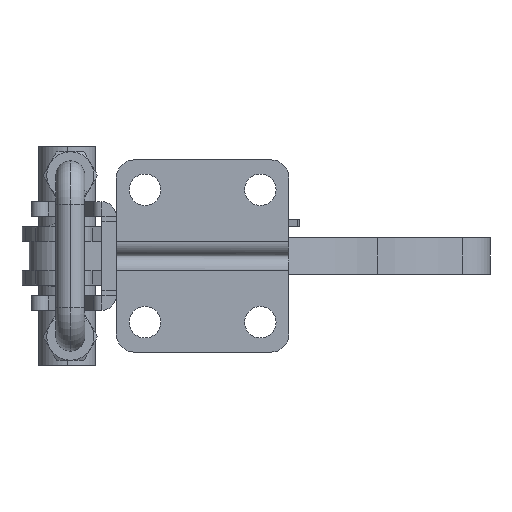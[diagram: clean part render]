
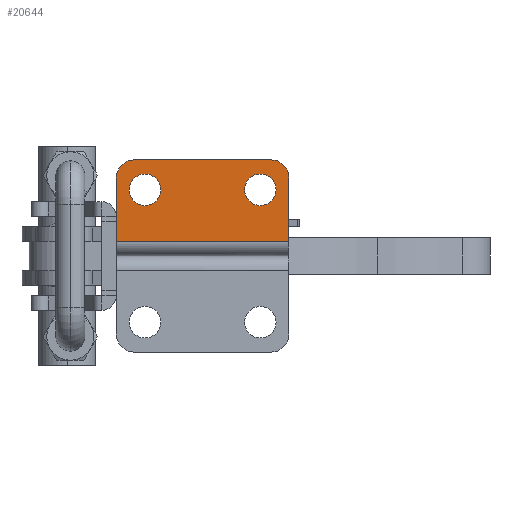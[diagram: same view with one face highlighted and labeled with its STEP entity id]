
A CAD part, front view. The second image highlights one B-rep face of the part: STEP entity #20644.
In plain terms, the highlighted planar face has unit normal (0, -1, 0).
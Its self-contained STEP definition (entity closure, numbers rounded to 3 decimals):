
#871 = CARTESIAN_POINT ( 'NONE',  ( -7.9, 0., 18.25 ) ) ;
#1103 = DIRECTION ( 'NONE',  ( 0., -1., 0. ) ) ;
#1596 = DIRECTION ( 'NONE',  ( -1., 0., 0. ) ) ;
#1734 = CARTESIAN_POINT ( 'NONE',  ( -47.6, 0., 2.15 ) ) ;
#2408 = ORIENTED_EDGE ( 'NONE', *, *, #19790, .T. ) ;
#2519 = DIRECTION ( 'NONE',  ( 0., -1., 0. ) ) ;
#2687 = ORIENTED_EDGE ( 'NONE', *, *, #25374, .F. ) ;
#2723 = LINE ( 'NONE', #22268, #17595 ) ;
#4207 = ORIENTED_EDGE ( 'NONE', *, *, #15792, .T. ) ;
#5135 = FACE_BOUND ( 'NONE', #10250, .T. ) ;
#5258 = CARTESIAN_POINT ( 'NONE',  ( -5., 0., 4.1 ) ) ;
#5442 = VECTOR ( 'NONE', #17754, 1000. ) ;
#5594 = DIRECTION ( 'NONE',  ( -1., 0., 0. ) ) ;
#5702 = EDGE_LOOP ( 'NONE', ( #14551, #7527, #2408, #10747, #16701, #4207 ) ) ;
#5757 = DIRECTION ( 'NONE',  ( -1., 0., 0. ) ) ;
#5908 = ORIENTED_EDGE ( 'NONE', *, *, #8089, .F. ) ;
#6080 = DIRECTION ( 'NONE',  ( -1., 0., 0. ) ) ;
#6212 = VERTEX_POINT ( 'NONE', #17832 ) ;
#6274 = VERTEX_POINT ( 'NONE', #14127 ) ;
#6399 = DIRECTION ( 'NONE',  ( -1., 0., 0. ) ) ;
#6782 = DIRECTION ( 'NONE',  ( 0., -1., 0. ) ) ;
#7243 = VERTEX_POINT ( 'NONE', #15007 ) ;
#7290 = CARTESIAN_POINT ( 'NONE',  ( -35.35, 0., 18.25 ) ) ;
#7457 = EDGE_CURVE ( 'NONE', #26069, #17831, #2723, .T. ) ;
#7527 = ORIENTED_EDGE ( 'NONE', *, *, #17257, .T. ) ;
#7573 = DIRECTION ( 'NONE',  ( 0., -1., 0. ) ) ;
#8089 = EDGE_CURVE ( 'NONE', #9271, #17239, #8378, .T. ) ;
#8190 = AXIS2_PLACEMENT_3D ( 'NONE', #22674, #2519, #6399 ) ;
#8256 = AXIS2_PLACEMENT_3D ( 'NONE', #20447, #8328, #5594 ) ;
#8303 = FACE_OUTER_BOUND ( 'NONE', #5702, .T. ) ;
#8328 = DIRECTION ( 'NONE',  ( 0., -1., 0. ) ) ;
#8378 = CIRCLE ( 'NONE', #21487, 4.35 ) ;
#9197 = AXIS2_PLACEMENT_3D ( 'NONE', #25740, #17515, #1596 ) ;
#9221 = CARTESIAN_POINT ( 'NONE',  ( -47.6, 0., 21.5 ) ) ;
#9241 = CARTESIAN_POINT ( 'NONE',  ( -44.05, 0., 18.25 ) ) ;
#9271 = VERTEX_POINT ( 'NONE', #7290 ) ;
#9936 = CARTESIAN_POINT ( 'NONE',  ( 0., 0., 4.1 ) ) ;
#10250 = EDGE_LOOP ( 'NONE', ( #5908, #24938 ) ) ;
#10375 = PLANE ( 'NONE',  #8256 ) ;
#10525 = FACE_BOUND ( 'NONE', #14733, .T. ) ;
#10527 = CIRCLE ( 'NONE', #18178, 4.35 ) ;
#10707 = LINE ( 'NONE', #5258, #13876 ) ;
#10747 = ORIENTED_EDGE ( 'NONE', *, *, #15949, .T. ) ;
#10872 = DIRECTION ( 'NONE',  ( -1., 0., 0. ) ) ;
#11287 = DIRECTION ( 'NONE',  ( -1., 0., 0. ) ) ;
#11862 = LINE ( 'NONE', #17976, #14688 ) ;
#11888 = AXIS2_PLACEMENT_3D ( 'NONE', #17718, #26114, #5757 ) ;
#12150 = VERTEX_POINT ( 'NONE', #9936 ) ;
#12434 = VERTEX_POINT ( 'NONE', #9221 ) ;
#13132 = CARTESIAN_POINT ( 'NONE',  ( -42.6, 0., 21.5 ) ) ;
#13678 = CIRCLE ( 'NONE', #9197, 4.35 ) ;
#13766 = CARTESIAN_POINT ( 'NONE',  ( -39.7, 0., 18.25 ) ) ;
#13815 = EDGE_CURVE ( 'NONE', #17239, #9271, #25666, .T. ) ;
#13876 = VECTOR ( 'NONE', #23638, 1000. ) ;
#14114 = AXIS2_PLACEMENT_3D ( 'NONE', #13132, #1103, #11287 ) ;
#14127 = CARTESIAN_POINT ( 'NONE',  ( -3.55, 0., 18.25 ) ) ;
#14551 = ORIENTED_EDGE ( 'NONE', *, *, #25098, .T. ) ;
#14688 = VECTOR ( 'NONE', #25954, 1000. ) ;
#14733 = EDGE_LOOP ( 'NONE', ( #2687, #23337 ) ) ;
#15007 = CARTESIAN_POINT ( 'NONE',  ( -12.25, 0., 18.25 ) ) ;
#15115 = CIRCLE ( 'NONE', #14114, 5. ) ;
#15359 = VERTEX_POINT ( 'NONE', #25756 ) ;
#15792 = EDGE_CURVE ( 'NONE', #17831, #12434, #15115, .T. ) ;
#15949 = EDGE_CURVE ( 'NONE', #6212, #26069, #23477, .T. ) ;
#16701 = ORIENTED_EDGE ( 'NONE', *, *, #7457, .T. ) ;
#17239 = VERTEX_POINT ( 'NONE', #9241 ) ;
#17257 = EDGE_CURVE ( 'NONE', #15359, #12150, #10707, .T. ) ;
#17515 = DIRECTION ( 'NONE',  ( 0., -1., 0. ) ) ;
#17595 = VECTOR ( 'NONE', #6080, 1000. ) ;
#17718 = CARTESIAN_POINT ( 'NONE',  ( -39.7, 0., 18.25 ) ) ;
#17754 = DIRECTION ( 'NONE',  ( 0., 0., -1. ) ) ;
#17831 = VERTEX_POINT ( 'NONE', #17955 ) ;
#17832 = CARTESIAN_POINT ( 'NONE',  ( 0., 0., 21.5 ) ) ;
#17955 = CARTESIAN_POINT ( 'NONE',  ( -42.6, 0., 26.5 ) ) ;
#17976 = CARTESIAN_POINT ( 'NONE',  ( 0., 0., 2.46 ) ) ;
#18178 = AXIS2_PLACEMENT_3D ( 'NONE', #871, #6782, #10872 ) ;
#19370 = LINE ( 'NONE', #1734, #5442 ) ;
#19790 = EDGE_CURVE ( 'NONE', #12150, #6212, #11862, .T. ) ;
#20385 = CARTESIAN_POINT ( 'NONE',  ( -5., 0., 26.5 ) ) ;
#20447 = CARTESIAN_POINT ( 'NONE',  ( -5., 0., 2.46 ) ) ;
#20644 = ADVANCED_FACE ( 'NONE', ( #10525, #5135, #8303 ), #10375, .T. ) ;
#21487 = AXIS2_PLACEMENT_3D ( 'NONE', #13766, #7573, #23920 ) ;
#22268 = CARTESIAN_POINT ( 'NONE',  ( -5., 0., 26.5 ) ) ;
#22674 = CARTESIAN_POINT ( 'NONE',  ( -5., 0., 21.5 ) ) ;
#23337 = ORIENTED_EDGE ( 'NONE', *, *, #24956, .F. ) ;
#23477 = CIRCLE ( 'NONE', #8190, 5. ) ;
#23638 = DIRECTION ( 'NONE',  ( 1., 0., 0. ) ) ;
#23920 = DIRECTION ( 'NONE',  ( -1., 0., 0. ) ) ;
#24938 = ORIENTED_EDGE ( 'NONE', *, *, #13815, .F. ) ;
#24956 = EDGE_CURVE ( 'NONE', #7243, #6274, #10527, .T. ) ;
#25098 = EDGE_CURVE ( 'NONE', #12434, #15359, #19370, .T. ) ;
#25374 = EDGE_CURVE ( 'NONE', #6274, #7243, #13678, .T. ) ;
#25666 = CIRCLE ( 'NONE', #11888, 4.35 ) ;
#25740 = CARTESIAN_POINT ( 'NONE',  ( -7.9, 0., 18.25 ) ) ;
#25756 = CARTESIAN_POINT ( 'NONE',  ( -47.6, 0., 4.1 ) ) ;
#25954 = DIRECTION ( 'NONE',  ( 0., 0., 1. ) ) ;
#26069 = VERTEX_POINT ( 'NONE', #20385 ) ;
#26114 = DIRECTION ( 'NONE',  ( 0., -1., 0. ) ) ;
